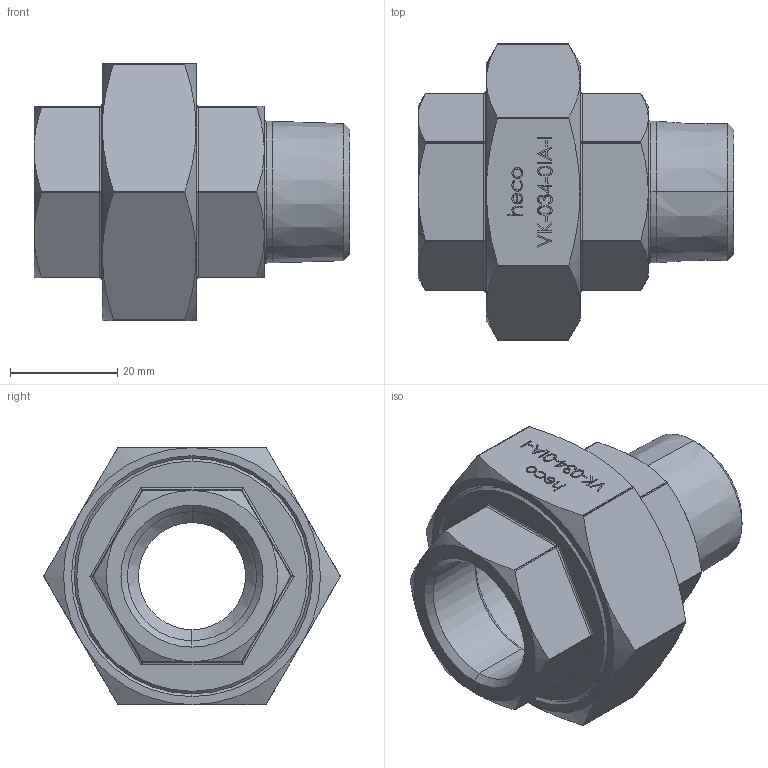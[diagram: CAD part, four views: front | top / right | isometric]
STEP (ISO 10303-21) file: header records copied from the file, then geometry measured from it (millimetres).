
FILE_DESCRIPTION (( 'STEP AP214' ), '1' );
FILE_NAME ('heco_VK-034-0IA-I.STEP', '2016-09-21T15:03:18', ( '' ), ( '' ), 'SwSTEP 2.0', 'SolidWorks 2016', '' );
FILE_SCHEMA (( 'AUTOMOTIVE_DESIGN' ));
Length unit declared in the file: millimetre
Products named in the file (1): heco_VK-034-0IA-I
Bounding box: 59 x 55.33 x 48.05 mm (x, y, z)
Volume: 38080.9 mm3; surface area: 14607.3 mm2
Topology: 1 solids, 1 shells, 324 faces, 811 edges, 506 vertices
Faces by surface type: plane 127, bspline 79, cylinder 74, cone 40, torus 4
Entity records: 15361 total; most frequent: CARTESIAN_POINT 6721, ORIENTED_EDGE 1598, DIRECTION 1065, EDGE_CURVE 799, VERTEX_POINT 506, VECTOR 421, LINE 421, EDGE_LOOP 355
